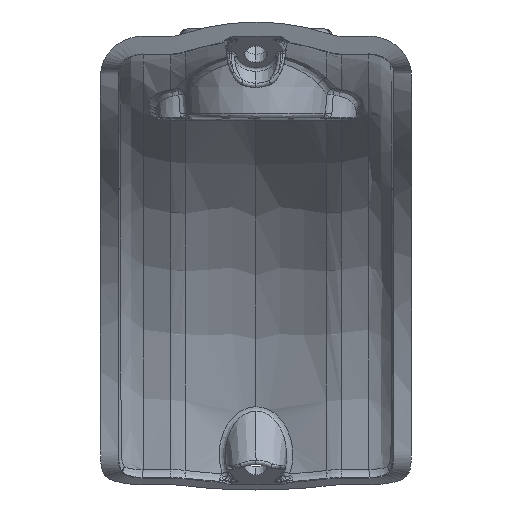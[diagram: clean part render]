
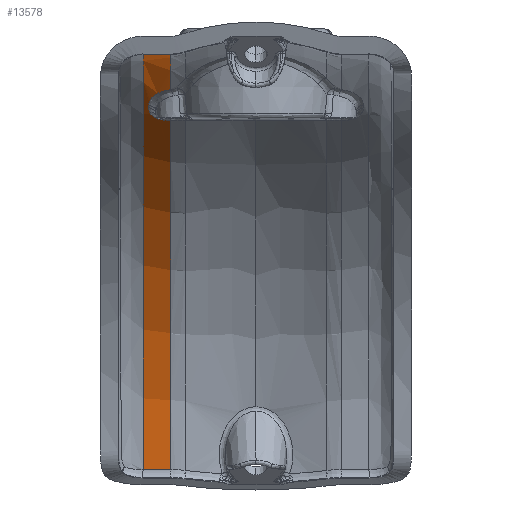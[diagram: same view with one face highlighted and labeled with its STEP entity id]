
A CAD part, front view. The second image highlights one B-rep face of the part: STEP entity #13578.
In plain terms, the highlighted cylindrical face has radius 89.141 mm (diameter 178.283 mm), a partial arc.
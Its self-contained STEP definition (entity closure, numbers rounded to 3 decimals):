
#426 = ORIENTED_EDGE ( 'NONE', *, *, #670, .T. ) ;
#670 = EDGE_CURVE ( 'NONE', #57787, #37947, #37555, .T. ) ;
#833 = CARTESIAN_POINT ( 'NONE',  ( -17.113, -11.434, 85.509 ) ) ;
#885 = CARTESIAN_POINT ( 'NONE',  ( -22.577, -42.932, 93.242 ) ) ;
#1307 = CARTESIAN_POINT ( 'NONE',  ( -17.113, -42.932, 93.242 ) ) ;
#1355 = ORIENTED_EDGE ( 'NONE', *, *, #34347, .T. ) ;
#1549 = DIRECTION ( 'NONE',  ( -1., 0., 0. ) ) ;
#1576 = LINE ( 'NONE', #38043, #52966 ) ;
#4061 = DIRECTION ( 'NONE',  ( 0., 0., 1. ) ) ;
#4640 = ORIENTED_EDGE ( 'NONE', *, *, #39346, .F. ) ;
#4658 = VERTEX_POINT ( 'NONE', #55661 ) ;
#5355 = ORIENTED_EDGE ( 'NONE', *, *, #41352, .F. ) ;
#5976 = CARTESIAN_POINT ( 'NONE',  ( -21.116, -2.024, 80.573 ) ) ;
#6139 = ORIENTED_EDGE ( 'NONE', *, *, #9684, .F. ) ;
#6217 = CARTESIAN_POINT ( 'NONE',  ( -21.45, -3.134, 81.231 ) ) ;
#6750 = DIRECTION ( 'NONE',  ( 1., 0., 0. ) ) ;
#8171 = CARTESIAN_POINT ( 'NONE',  ( -19.654, -10.013, 84.863 ) ) ;
#8375 = CARTESIAN_POINT ( 'NONE',  ( -18.503, -10.95, 85.291 ) ) ;
#9111 = EDGE_CURVE ( 'NONE', #29570, #42815, #24722, .T. ) ;
#9684 = EDGE_CURVE ( 'NONE', #40511, #37947, #52182, .T. ) ;
#9751 = CARTESIAN_POINT ( 'NONE',  ( -17.113, -48.083, 4.25 ) ) ;
#12970 = CARTESIAN_POINT ( 'NONE',  ( -21.523, -4.497, 82.01 ) ) ;
#13151 = CARTESIAN_POINT ( 'NONE',  ( -21.522, -4.196, 81.839 ) ) ;
#13578 = ADVANCED_FACE ( 'NONE', ( #61248 ), #27926, .F. ) ;
#13792 = CARTESIAN_POINT ( 'NONE',  ( -21.524, -4.8, 82.178 ) ) ;
#14081 = CIRCLE ( 'NONE', #34656, 89.141 ) ;
#14177 = ORIENTED_EDGE ( 'NONE', *, *, #9111, .F. ) ;
#15419 = CARTESIAN_POINT ( 'NONE',  ( -19.207, -0.171, 79.421 ) ) ;
#17870 = VERTEX_POINT ( 'NONE', #885 ) ;
#18217 = CARTESIAN_POINT ( 'NONE',  ( -21.524, -5.103, 82.345 ) ) ;
#18222 = CARTESIAN_POINT ( 'NONE',  ( -21.174, -7.709, 83.734 ) ) ;
#18644 = LINE ( 'NONE', #45886, #35334 ) ;
#19016 = EDGE_CURVE ( 'NONE', #20561, #30725, #28641, .T. ) ;
#19811 = DIRECTION ( 'NONE',  ( 1., 0., 0. ) ) ;
#20074 = CARTESIAN_POINT ( 'NONE',  ( -19.838, -0.556, 79.667 ) ) ;
#20077 = EDGE_CURVE ( 'NONE', #4658, #29570, #58217, .T. ) ;
#20126 = DIRECTION ( 'NONE',  ( -1., 0., 0. ) ) ;
#20551 = EDGE_CURVE ( 'NONE', #42815, #21645, #23786, .T. ) ;
#20561 = VERTEX_POINT ( 'NONE', #1307 ) ;
#20842 = CARTESIAN_POINT ( 'NONE',  ( -22.577, -48.083, 4.25 ) ) ;
#21472 = ORIENTED_EDGE ( 'NONE', *, *, #20551, .F. ) ;
#21645 = VERTEX_POINT ( 'NONE', #31823 ) ;
#23271 = B_SPLINE_CURVE_WITH_KNOTS ( 'NONE', 3,
 ( #32191, #8375, #8171, #18222, #23512, #51635 ),
 .UNSPECIFIED., .F., .F.,
 ( 4, 2, 4 ),
 ( 0., 0.503, 1. ),
 .UNSPECIFIED. ) ;
#23512 = CARTESIAN_POINT ( 'NONE',  ( -21.535, -6.396, 83.057 ) ) ;
#23786 = B_SPLINE_CURVE_WITH_KNOTS ( 'NONE', 3,
 ( #54520, #5976, #49036, #20074, #15419, #24937 ),
 .UNSPECIFIED., .F., .F.,
 ( 4, 2, 4 ),
 ( 0., 0.5, 1. ),
 .UNSPECIFIED. ) ;
#23937 = CARTESIAN_POINT ( 'NONE',  ( -21.294, -2.617, 80.925 ) ) ;
#23950 = VECTOR ( 'NONE', #28304, 1000. ) ;
#24722 =( BOUNDED_CURVE ( )  B_SPLINE_CURVE ( 3, ( #49905, #35123, #6217, #39989 ),
 .UNSPECIFIED., .F., .F. ) 
 B_SPLINE_CURVE_WITH_KNOTS ( ( 4, 4 ),
 ( 0., 1. ),
 .UNSPECIFIED. ) 
 CURVE ( )  GEOMETRIC_REPRESENTATION_ITEM ( )  RATIONAL_B_SPLINE_CURVE ( ( 1., 1., 1., 1. ) ) 
 REPRESENTATION_ITEM ( '' )  );
#24783 = CARTESIAN_POINT ( 'NONE',  ( -17.113, -48.083, 4.25 ) ) ;
#24937 = CARTESIAN_POINT ( 'NONE',  ( -18.483, -0.171, 79.421 ) ) ;
#24985 = DIRECTION ( 'NONE',  ( 0., 0., 1. ) ) ;
#25125 = AXIS2_PLACEMENT_3D ( 'NONE', #25643, #45101, #44472 ) ;
#25643 = CARTESIAN_POINT ( 'NONE',  ( 0., -48.083, 4.25 ) ) ;
#27926 = CYLINDRICAL_SURFACE ( 'NONE', #25125, 89.141 ) ;
#28304 = DIRECTION ( 'NONE',  ( 1., 0., 0. ) ) ;
#28514 = CARTESIAN_POINT ( 'NONE',  ( 0., 40.909, 9.401 ) ) ;
#28641 = CIRCLE ( 'NONE', #30024, 89.141 ) ;
#29570 = VERTEX_POINT ( 'NONE', #13151 ) ;
#30024 = AXIS2_PLACEMENT_3D ( 'NONE', #24783, #20126, #24985 ) ;
#30725 = VERTEX_POINT ( 'NONE', #833 ) ;
#31823 = CARTESIAN_POINT ( 'NONE',  ( -18.483, -0.171, 79.421 ) ) ;
#32191 = CARTESIAN_POINT ( 'NONE',  ( -17.113, -11.434, 85.509 ) ) ;
#32813 = CARTESIAN_POINT ( 'NONE',  ( -21.522, -4.196, 81.839 ) ) ;
#33442 = EDGE_LOOP ( 'NONE', ( #4640, #21472, #14177, #54321, #5355, #62544, #1355, #46764, #426, #6139 ) ) ;
#34347 = EDGE_CURVE ( 'NONE', #20561, #17870, #18644, .T. ) ;
#34656 = AXIS2_PLACEMENT_3D ( 'NONE', #20842, #6750, #50422 ) ;
#35123 = CARTESIAN_POINT ( 'NONE',  ( -21.524, -3.661, 81.536 ) ) ;
#35334 = VECTOR ( 'NONE', #1549, 1000. ) ;
#36081 = AXIS2_PLACEMENT_3D ( 'NONE', #9751, #57276, #4061 ) ;
#37555 = LINE ( 'NONE', #28514, #23950 ) ;
#37947 = VERTEX_POINT ( 'NONE', #61172 ) ;
#38043 = CARTESIAN_POINT ( 'NONE',  ( 0., -0.171, 79.421 ) ) ;
#39346 = EDGE_CURVE ( 'NONE', #21645, #40511, #1576, .T. ) ;
#39989 = CARTESIAN_POINT ( 'NONE',  ( -21.294, -2.617, 80.925 ) ) ;
#40511 = VERTEX_POINT ( 'NONE', #59063 ) ;
#41352 = EDGE_CURVE ( 'NONE', #30725, #4658, #23271, .T. ) ;
#42815 = VERTEX_POINT ( 'NONE', #23937 ) ;
#44472 = DIRECTION ( 'NONE',  ( 0., 0., 1. ) ) ;
#44577 = EDGE_CURVE ( 'NONE', #57787, #17870, #14081, .T. ) ;
#45101 = DIRECTION ( 'NONE',  ( -1., 0., 0. ) ) ;
#45886 = CARTESIAN_POINT ( 'NONE',  ( 0., -42.932, 93.242 ) ) ;
#46764 = ORIENTED_EDGE ( 'NONE', *, *, #44577, .F. ) ;
#49036 = CARTESIAN_POINT ( 'NONE',  ( -20.784, -1.458, 80.227 ) ) ;
#49905 = CARTESIAN_POINT ( 'NONE',  ( -21.522, -4.196, 81.839 ) ) ;
#50422 = DIRECTION ( 'NONE',  ( 0., 0., 1. ) ) ;
#51635 = CARTESIAN_POINT ( 'NONE',  ( -21.524, -5.103, 82.345 ) ) ;
#52182 = CIRCLE ( 'NONE', #36081, 89.141 ) ;
#52966 = VECTOR ( 'NONE', #19811, 1000. ) ;
#54321 = ORIENTED_EDGE ( 'NONE', *, *, #20077, .F. ) ;
#54520 = CARTESIAN_POINT ( 'NONE',  ( -21.294, -2.617, 80.925 ) ) ;
#55338 = CARTESIAN_POINT ( 'NONE',  ( -22.58, 40.909, 9.4 ) ) ;
#55661 = CARTESIAN_POINT ( 'NONE',  ( -21.524, -5.103, 82.345 ) ) ;
#57276 = DIRECTION ( 'NONE',  ( -1., 0., 0. ) ) ;
#57787 = VERTEX_POINT ( 'NONE', #55338 ) ;
#58217 = B_SPLINE_CURVE_WITH_KNOTS ( 'NONE', 3,
 ( #18217, #13792, #12970, #32813 ),
 .UNSPECIFIED., .F., .F.,
 ( 4, 4 ),
 ( 0., 1. ),
 .UNSPECIFIED. ) ;
#59063 = CARTESIAN_POINT ( 'NONE',  ( -17.113, -0.171, 79.421 ) ) ;
#61172 = CARTESIAN_POINT ( 'NONE',  ( -17.113, 40.909, 9.401 ) ) ;
#61248 = FACE_OUTER_BOUND ( 'NONE', #33442, .T. ) ;
#62544 = ORIENTED_EDGE ( 'NONE', *, *, #19016, .F. ) ;
